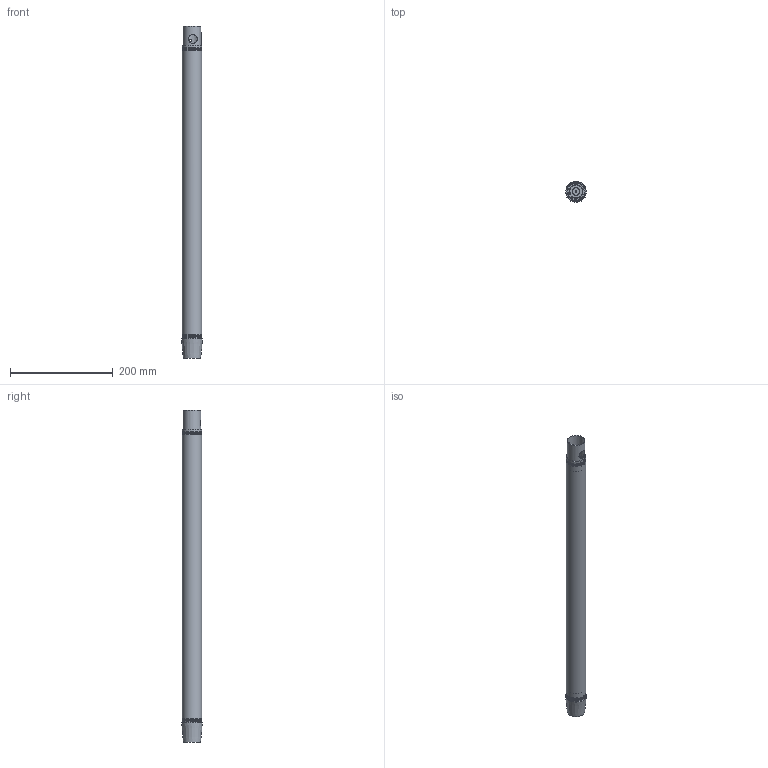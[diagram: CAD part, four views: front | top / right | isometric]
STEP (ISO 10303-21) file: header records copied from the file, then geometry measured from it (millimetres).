
FILE_DESCRIPTION(/* description */ ('STEP AP242','CAx-IF Rec.Pracs.---Representation and Presentation of Product Manufacturing Information (PMI)---4.0---2014-10-13','CAx-IF Rec.Pracs.---3D Tessellated Geometry---0.4---2014-09-14','2;1'),/* implementation_level */ '2;1');
FILE_NAME(/* name */ '6677ee1a12abee1110f3c4a3',/* time_stamp */ '2024-06-23T09:42:51Z',/* author */ (''),/* organization */ (''),/* preprocessor_version */ 'ST-DEVELOPER v20',/* originating_system */ ' ',/* authorisation */ ' ');
FILE_SCHEMA (('AP242_MANAGED_MODEL_BASED_3D_ENGINEERING_MIM_LF { 1 0 10303 442 1 1 4 }'));
Length unit declared in the file: metre
Products named in the file (16): 2 grain casing; Socket countersunk head cap screw #4-40 x 0.25; forward retaining ring; Grain 1; Expansion cone; Ignition plug; Grain 4; Aft Closure; Liner; RCS - Aft Insulator; Casing; Grain 2; Forward Closure; 50785K22_High-Pressure Brass Pipe Fitting; Grain 3; RCS 29-38 Nozzle
Assembly tree (42 placements, depth 2):
  2 grain casing
    Socket countersunk head cap screw #4-40 x 0.25  x28
    forward retaining ring
    Grain 1
    Expansion cone
    Ignition plug
    Grain 4
    Aft Closure
    Liner
    RCS - Aft Insulator
    Casing
    Grain 2
    Forward Closure
    50785K22_High-Pressure Brass Pipe Fitting
    Grain 3
    RCS 29-38 Nozzle
Bounding box: 40.64 x 40.64 x 647.55 mm (x, y, z)
Volume: 607222.3 mm3; surface area: 362100.3 mm2
Topology: 42 solids, 42 shells, 745 faces, 1711 edges, 1064 vertices
Faces by surface type: plane 444, cylinder 121, cone 103, bspline 45, torus 32
Full cylindrical faces by diameter (mm): 2.438 x22, 2.845 x28, 3.175 x1, 3.454 x1, 4.553 x1, 5.537 x28, 6.35 x2, 8.255 x1, 10.795 x1, 11.113 x1, 11.125 x1, 14.681 x2, 17.145 x1, 20.627 x1, 21.107 x1, 22.327 x1, 22.657 x1, 25.4 x1, 25.705 x2, 28.511 x1, 30.444 x1, 30.604 x1, 31.979 x1, 32.08 x2, 33.02 x1, 33.096 x4, 33.223 x2, 33.325 x1, 34.874 x3, 34.9 x2
Entity records: 24534 total; most frequent: CARTESIAN_POINT 19927, DIRECTION 736, ORIENTED_EDGE 650, FACE_BOUND 480, EDGE_LOOP 478, AXIS2_PLACEMENT_3D 350, EDGE_CURVE 325, VERTEX_POINT 299
